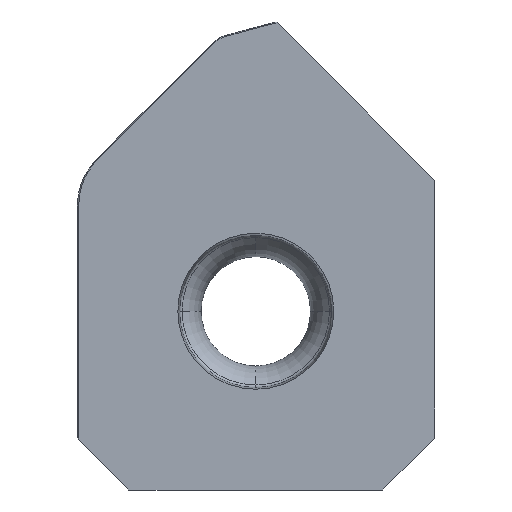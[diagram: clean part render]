
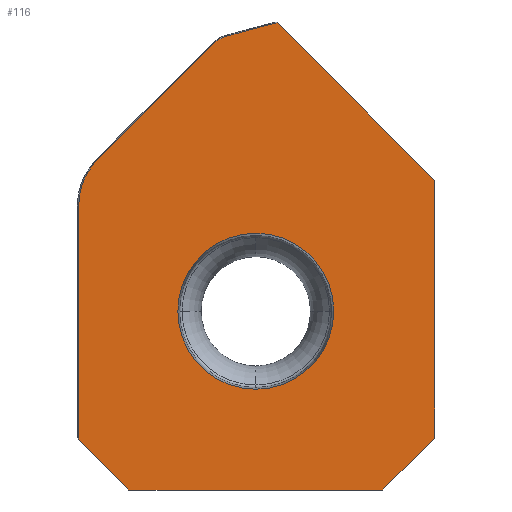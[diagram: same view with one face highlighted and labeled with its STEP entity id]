
A CAD part, top view. The second image highlights one B-rep face of the part: STEP entity #116.
In plain terms, the highlighted planar face has unit normal (0, 0, 1).
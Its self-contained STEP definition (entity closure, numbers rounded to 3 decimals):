
#68=FACE_BOUND('',#216,.T.);
#69=FACE_BOUND('',#217,.T.);
#75=CIRCLE('',#769,2.922);
#76=CIRCLE('',#770,2.922);
#77=CIRCLE('',#771,2.922);
#78=CIRCLE('',#772,2.922);
#116=ADVANCED_FACE('',(#68,#69),#159,.T.);
#159=PLANE('',#773);
#216=EDGE_LOOP('',(#287,#288,#289,#290,#291,#292,#293,#294));
#217=EDGE_LOOP('',(#295,#296,#297,#298));
#287=ORIENTED_EDGE('',*,*,#554,.F.);
#288=ORIENTED_EDGE('',*,*,#555,.T.);
#289=ORIENTED_EDGE('',*,*,#556,.F.);
#290=ORIENTED_EDGE('',*,*,#557,.T.);
#291=ORIENTED_EDGE('',*,*,#558,.T.);
#292=ORIENTED_EDGE('',*,*,#529,.F.);
#293=ORIENTED_EDGE('',*,*,#559,.T.);
#294=ORIENTED_EDGE('',*,*,#560,.F.);
#295=ORIENTED_EDGE('',*,*,#561,.T.);
#296=ORIENTED_EDGE('',*,*,#562,.T.);
#297=ORIENTED_EDGE('',*,*,#563,.T.);
#298=ORIENTED_EDGE('',*,*,#564,.T.);
#467=VERTEX_POINT('',#1139);
#468=VERTEX_POINT('',#1141);
#489=VERTEX_POINT('',#1235);
#490=VERTEX_POINT('',#1236);
#491=VERTEX_POINT('',#1238);
#492=VERTEX_POINT('',#1240);
#493=VERTEX_POINT('',#1242);
#494=VERTEX_POINT('',#1245);
#495=VERTEX_POINT('',#1284);
#496=VERTEX_POINT('',#1285);
#497=VERTEX_POINT('',#1287);
#498=VERTEX_POINT('',#1289);
#529=EDGE_CURVE('',#467,#468,#633,.T.);
#554=EDGE_CURVE('',#489,#490,#722,.T.);
#555=EDGE_CURVE('',#489,#491,#644,.T.);
#556=EDGE_CURVE('',#492,#491,#645,.T.);
#557=EDGE_CURVE('',#492,#493,#646,.T.);
#558=EDGE_CURVE('',#493,#468,#647,.T.);
#559=EDGE_CURVE('',#467,#494,#648,.T.);
#560=EDGE_CURVE('',#490,#494,#723,.T.);
#561=EDGE_CURVE('',#495,#496,#75,.T.);
#562=EDGE_CURVE('',#496,#497,#76,.T.);
#563=EDGE_CURVE('',#497,#498,#77,.T.);
#564=EDGE_CURVE('',#498,#495,#78,.T.);
#633=LINE('',#1140,#670);
#644=LINE('',#1237,#681);
#645=LINE('',#1239,#682);
#646=LINE('',#1241,#683);
#647=LINE('',#1243,#684);
#648=LINE('',#1244,#685);
#670=VECTOR('',#848,1.);
#681=VECTOR('',#877,1.);
#682=VECTOR('',#878,1.);
#683=VECTOR('',#879,1.);
#684=VECTOR('',#880,1.);
#685=VECTOR('',#881,1.);
#722=B_SPLINE_CURVE_WITH_KNOTS('',1,(#1233,#1234),.UNSPECIFIED.,.F.,.F.,
(2,2),(0.,1.),.UNSPECIFIED.);
#723=B_SPLINE_CURVE_WITH_KNOTS('',3,(#1246,#1247,#1248,#1249,#1250,#1251,
#1252,#1253,#1254,#1255,#1256,#1257,#1258,#1259,#1260,#1261,#1262,#1263,
#1264,#1265,#1266,#1267,#1268,#1269,#1270,#1271,#1272,#1273,#1274,#1275,
#1276,#1277,#1278,#1279,#1280,#1281,#1282),.UNSPECIFIED.,.F.,.F.,(4,3,3,
3,3,3,3,3,3,3,3,3,4),(0.,0.104,0.361,0.422,
0.488,0.533,0.621,0.709,
0.798,0.874,0.893,0.968,
1.),.UNSPECIFIED.);
#769=AXIS2_PLACEMENT_3D('',#1283,#882,#883);
#770=AXIS2_PLACEMENT_3D('',#1286,#884,#885);
#771=AXIS2_PLACEMENT_3D('',#1288,#886,#887);
#772=AXIS2_PLACEMENT_3D('',#1290,#888,#889);
#773=AXIS2_PLACEMENT_3D('',#1291,#890,#891);
#848=DIRECTION('',(0.707,-0.707,0.));
#877=DIRECTION('',(0.707,-0.707,0.));
#878=DIRECTION('',(-1.,0.,0.));
#879=DIRECTION('',(0.707,0.707,0.));
#880=DIRECTION('',(0.,1.,0.));
#881=DIRECTION('',(-0.966,-0.259,0.));
#882=DIRECTION('',(0.,0.,-1.));
#883=DIRECTION('',(1.,0.,0.));
#884=DIRECTION('',(0.,0.,-1.));
#885=DIRECTION('',(1.,0.,0.));
#886=DIRECTION('',(0.,0.,-1.));
#887=DIRECTION('',(1.,0.,0.));
#888=DIRECTION('',(0.,0.,-1.));
#889=DIRECTION('',(1.,0.,0.));
#890=DIRECTION('',(0.,0.,1.));
#891=DIRECTION('',(1.,0.,0.));
#1139=CARTESIAN_POINT('',(0.796,10.813,0.3));
#1140=CARTESIAN_POINT('',(5.804,5.804,0.3));
#1141=CARTESIAN_POINT('',(6.7,4.909,0.3));
#1233=CARTESIAN_POINT('',(-6.643,-4.812,0.3));
#1234=CARTESIAN_POINT('',(-6.643,-4.737,0.3));
#1235=CARTESIAN_POINT('',(-6.643,-4.812,0.3));
#1236=CARTESIAN_POINT('',(-6.643,-4.737,0.3));
#1237=CARTESIAN_POINT('',(-5.727,-5.727,0.3));
#1238=CARTESIAN_POINT('',(-4.755,-6.7,0.3));
#1239=CARTESIAN_POINT('',(0.,-6.7,0.3));
#1240=CARTESIAN_POINT('',(4.755,-6.7,0.3));
#1241=CARTESIAN_POINT('',(5.727,-5.727,0.3));
#1242=CARTESIAN_POINT('',(6.7,-4.755,0.3));
#1243=CARTESIAN_POINT('',(6.7,0.,0.3));
#1244=CARTESIAN_POINT('',(-2.65,9.889,0.3));
#1245=CARTESIAN_POINT('',(0.749,10.8,0.3));
#1246=CARTESIAN_POINT('',(-6.643,-4.737,0.3));
#1247=CARTESIAN_POINT('',(-6.643,-4.07,0.3));
#1248=CARTESIAN_POINT('',(-6.643,-3.403,0.3));
#1249=CARTESIAN_POINT('',(-6.643,-2.736,0.3));
#1250=CARTESIAN_POINT('',(-6.643,-1.095,0.3));
#1251=CARTESIAN_POINT('',(-6.643,0.547,0.3));
#1252=CARTESIAN_POINT('',(-6.643,2.189,0.3));
#1253=CARTESIAN_POINT('',(-6.643,2.574,0.3));
#1254=CARTESIAN_POINT('',(-6.643,2.958,0.3));
#1255=CARTESIAN_POINT('',(-6.643,3.343,0.3));
#1256=CARTESIAN_POINT('',(-6.643,3.763,0.3));
#1257=CARTESIAN_POINT('',(-6.667,4.196,0.3));
#1258=CARTESIAN_POINT('',(-6.555,4.601,0.3));
#1259=CARTESIAN_POINT('',(-6.479,4.878,0.3));
#1260=CARTESIAN_POINT('',(-6.351,5.146,0.3));
#1261=CARTESIAN_POINT('',(-6.183,5.38,0.3));
#1262=CARTESIAN_POINT('',(-5.849,5.845,0.3));
#1263=CARTESIAN_POINT('',(-5.398,6.213,0.3));
#1264=CARTESIAN_POINT('',(-4.994,6.618,0.3));
#1265=CARTESIAN_POINT('',(-4.594,7.02,0.3));
#1266=CARTESIAN_POINT('',(-4.194,7.421,0.3));
#1267=CARTESIAN_POINT('',(-3.793,7.821,0.3));
#1268=CARTESIAN_POINT('',(-3.392,8.222,0.3));
#1269=CARTESIAN_POINT('',(-2.992,8.622,0.3));
#1270=CARTESIAN_POINT('',(-2.59,9.022,0.3));
#1271=CARTESIAN_POINT('',(-2.243,9.369,0.3));
#1272=CARTESIAN_POINT('',(-1.905,9.725,0.3));
#1273=CARTESIAN_POINT('',(-1.547,10.061,0.3));
#1274=CARTESIAN_POINT('',(-1.458,10.144,0.3));
#1275=CARTESIAN_POINT('',(-1.354,10.215,0.3));
#1276=CARTESIAN_POINT('',(-1.241,10.26,0.3));
#1277=CARTESIAN_POINT('',(-0.792,10.438,0.3));
#1278=CARTESIAN_POINT('',(-0.31,10.516,0.3));
#1279=CARTESIAN_POINT('',(0.156,10.641,0.3));
#1280=CARTESIAN_POINT('',(0.354,10.694,0.3));
#1281=CARTESIAN_POINT('',(0.552,10.747,0.3));
#1282=CARTESIAN_POINT('',(0.749,10.8,0.3));
#1283=CARTESIAN_POINT('',(0.,0.,0.3));
#1284=CARTESIAN_POINT('',(0.,2.922,0.3));
#1285=CARTESIAN_POINT('',(2.922,0.,0.3));
#1286=CARTESIAN_POINT('',(0.,0.,
0.3));
#1287=CARTESIAN_POINT('',(0.,-2.922,0.3));
#1288=CARTESIAN_POINT('',(0.,0.,0.3));
#1289=CARTESIAN_POINT('',(-2.922,0.,0.3));
#1290=CARTESIAN_POINT('',(0.,0.,0.3));
#1291=CARTESIAN_POINT('',(0.,0.,0.3));
